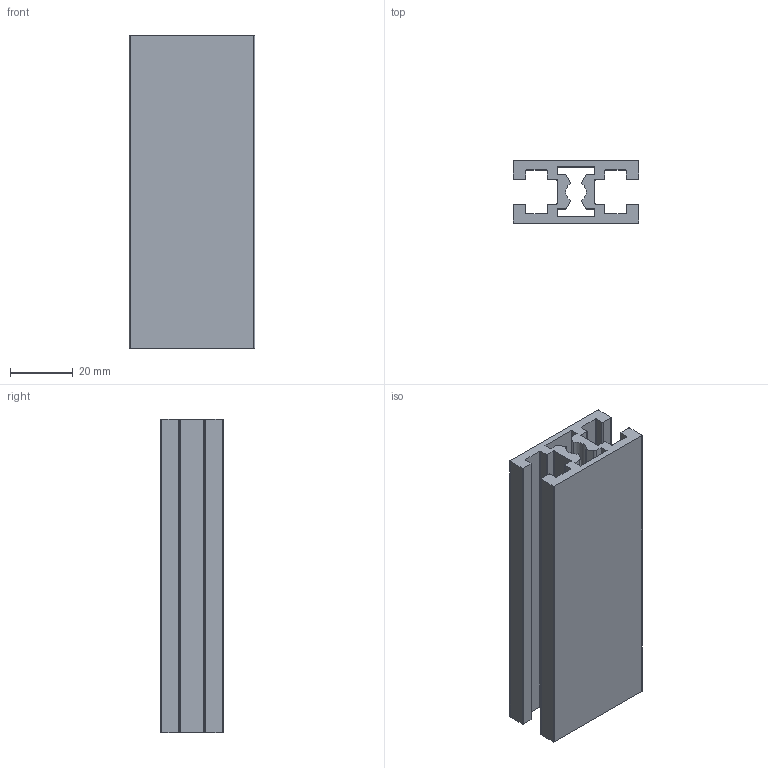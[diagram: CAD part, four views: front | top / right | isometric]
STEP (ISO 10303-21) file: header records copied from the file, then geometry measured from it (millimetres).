
FILE_DESCRIPTION (( 'STEP AP203' ), '1' );
FILE_NAME ('JL-4-2040GC.STEP', '2019-07-23T05:55:20', ( 'admin' ), ( '' ), 'SwSTEP 2.0', 'SolidWorks 2017', '' );
FILE_SCHEMA (( 'CONFIG_CONTROL_DESIGN' ));
Length unit declared in the file: millimetre
Products named in the file (1): JL-4-2040GC
Bounding box: 40 x 20 x 100 mm (x, y, z)
Volume: 37601.9 mm3; surface area: 27682.1 mm2
Topology: 1 solids, 1 shells, 239 faces, 684 edges, 456 vertices
Faces by surface type: plane 170, cylinder 41, bspline 28
Entity records: 8713 total; most frequent: CARTESIAN_POINT 2488, ORIENTED_EDGE 1368, DIRECTION 1134, EDGE_CURVE 684, LINE 546, VECTOR 546, VERTEX_POINT 456, AXIS2_PLACEMENT_3D 294
